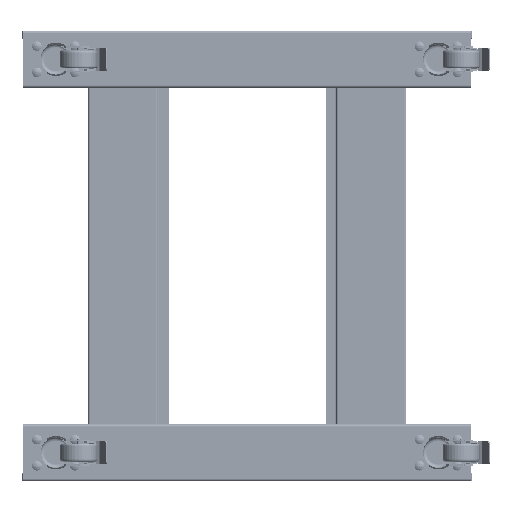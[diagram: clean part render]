
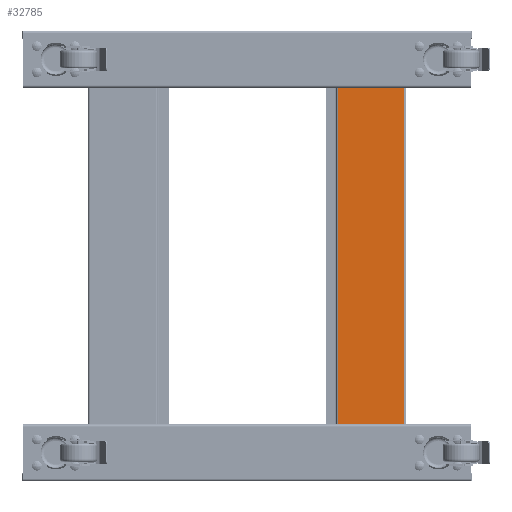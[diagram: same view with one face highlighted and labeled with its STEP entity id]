
A CAD part, front view. The second image highlights one B-rep face of the part: STEP entity #32785.
In plain terms, the highlighted planar face has unit normal (0, -1, 0).
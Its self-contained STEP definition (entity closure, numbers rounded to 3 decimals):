
#227 = CARTESIAN_POINT ( 'NONE',  ( -235., -1.4, 2. ) ) ;
#536 = AXIS2_PLACEMENT_3D ( 'NONE', #38582, #56598, #2586 ) ;
#671 = VERTEX_POINT ( 'NONE', #68945 ) ;
#798 = VERTEX_POINT ( 'NONE', #29071 ) ;
#973 = CARTESIAN_POINT ( 'NONE',  ( -300., -1.4, -42.1 ) ) ;
#2428 = VERTEX_POINT ( 'NONE', #61314 ) ;
#2586 = DIRECTION ( 'NONE',  ( 0., 0., 1. ) ) ;
#4434 = DIRECTION ( 'NONE',  ( 0., 1., 0. ) ) ;
#4684 = PLANE ( 'NONE',  #54981 ) ;
#5897 = ORIENTED_EDGE ( 'NONE', *, *, #66513, .T. ) ;
#6191 = DIRECTION ( 'NONE',  ( 0., 1., 0. ) ) ;
#6975 = EDGE_CURVE ( 'NONE', #14756, #20599, #58443, .T. ) ;
#7166 = CARTESIAN_POINT ( 'NONE',  ( -300., -1.4, -45. ) ) ;
#7287 = ORIENTED_EDGE ( 'NONE', *, *, #53676, .T. ) ;
#7823 = CARTESIAN_POINT ( 'NONE',  ( 0., -1.4, 0. ) ) ;
#9015 = EDGE_CURVE ( 'NONE', #51536, #22501, #52319, .T. ) ;
#9227 = CARTESIAN_POINT ( 'NONE',  ( -235., -1.4, -4.3 ) ) ;
#10009 = DIRECTION ( 'NONE',  ( 0., 1., 0. ) ) ;
#10084 = ORIENTED_EDGE ( 'NONE', *, *, #72409, .F. ) ;
#11988 = VERTEX_POINT ( 'NONE', #60415 ) ;
#12447 = DIRECTION ( 'NONE',  ( 0., 0., 1. ) ) ;
#12843 = FACE_BOUND ( 'NONE', #56391, .T. ) ;
#14310 = CIRCLE ( 'NONE', #77263, 0.5 ) ;
#14756 = VERTEX_POINT ( 'NONE', #61466 ) ;
#14824 = EDGE_LOOP ( 'NONE', ( #53421, #46368 ) ) ;
#15661 = CARTESIAN_POINT ( 'NONE',  ( 259., -1.4, 2. ) ) ;
#16394 = CARTESIAN_POINT ( 'NONE',  ( -300., -1.4, -42.1 ) ) ;
#16633 = CARTESIAN_POINT ( 'NONE',  ( -259., -1.4, 1.5 ) ) ;
#17377 = DIRECTION ( 'NONE',  ( 0., 1., 0. ) ) ;
#17625 = VECTOR ( 'NONE', #76430, 1000. ) ;
#18851 = CIRCLE ( 'NONE', #36868, 6.3 ) ;
#19335 = ORIENTED_EDGE ( 'NONE', *, *, #53655, .T. ) ;
#20599 = VERTEX_POINT ( 'NONE', #75490 ) ;
#20701 = ORIENTED_EDGE ( 'NONE', *, *, #9015, .T. ) ;
#22182 = CARTESIAN_POINT ( 'NONE',  ( 235., -1.4, 2. ) ) ;
#22475 = CIRCLE ( 'NONE', #23068, 6.3 ) ;
#22501 = VERTEX_POINT ( 'NONE', #46269 ) ;
#22542 = EDGE_CURVE ( 'NONE', #33715, #798, #37797, .T. ) ;
#23068 = AXIS2_PLACEMENT_3D ( 'NONE', #75704, #10009, #51775 ) ;
#23484 = ORIENTED_EDGE ( 'NONE', *, *, #22542, .T. ) ;
#23609 = VERTEX_POINT ( 'NONE', #35509 ) ;
#25127 = AXIS2_PLACEMENT_3D ( 'NONE', #22182, #4434, #75338 ) ;
#25378 = VECTOR ( 'NONE', #53731, 1000. ) ;
#27850 = FACE_BOUND ( 'NONE', #38813, .T. ) ;
#28086 = ORIENTED_EDGE ( 'NONE', *, *, #42785, .T. ) ;
#29071 = CARTESIAN_POINT ( 'NONE',  ( -300., -1.4, 46.1 ) ) ;
#30034 = ORIENTED_EDGE ( 'NONE', *, *, #65069, .T. ) ;
#30450 = CARTESIAN_POINT ( 'NONE',  ( 300., -1.4, 46.1 ) ) ;
#31458 = DIRECTION ( 'NONE',  ( 0., 0., 1. ) ) ;
#32481 = EDGE_LOOP ( 'NONE', ( #30034, #20701 ) ) ;
#32785 = ADVANCED_FACE ( 'NONE', ( #76293, #12843, #27850, #54004, #57695 ), #4684, .F. ) ;
#33692 = CIRCLE ( 'NONE', #536, 6.3 ) ;
#33715 = VERTEX_POINT ( 'NONE', #30450 ) ;
#35509 = CARTESIAN_POINT ( 'NONE',  ( 300., -1.4, -42.1 ) ) ;
#35605 = EDGE_CURVE ( 'NONE', #33715, #23609, #72669, .T. ) ;
#35794 = CARTESIAN_POINT ( 'NONE',  ( 300., -1.4, -45. ) ) ;
#36868 = AXIS2_PLACEMENT_3D ( 'NONE', #227, #6191, #12447 ) ;
#37797 = LINE ( 'NONE', #58527, #73254 ) ;
#38218 = AXIS2_PLACEMENT_3D ( 'NONE', #64627, #17377, #77078 ) ;
#38582 = CARTESIAN_POINT ( 'NONE',  ( -235., -1.4, 2. ) ) ;
#38813 = EDGE_LOOP ( 'NONE', ( #7287, #5897 ) ) ;
#40850 = DIRECTION ( 'NONE',  ( 0., 1., 0. ) ) ;
#42121 = VERTEX_POINT ( 'NONE', #9227 ) ;
#42785 = EDGE_CURVE ( 'NONE', #671, #11988, #14310, .T. ) ;
#46269 = CARTESIAN_POINT ( 'NONE',  ( -259., -1.4, 2.5 ) ) ;
#46368 = ORIENTED_EDGE ( 'NONE', *, *, #6975, .T. ) ;
#48032 = DIRECTION ( 'NONE',  ( 0., 1., 0. ) ) ;
#49603 = CIRCLE ( 'NONE', #50920, 0.5 ) ;
#50464 = AXIS2_PLACEMENT_3D ( 'NONE', #59740, #48032, #59479 ) ;
#50920 = AXIS2_PLACEMENT_3D ( 'NONE', #77037, #40850, #76781 ) ;
#51536 = VERTEX_POINT ( 'NONE', #16633 ) ;
#51775 = DIRECTION ( 'NONE',  ( 0., 0., 1. ) ) ;
#52319 = CIRCLE ( 'NONE', #38218, 0.5 ) ;
#53342 = VERTEX_POINT ( 'NONE', #16394 ) ;
#53421 = ORIENTED_EDGE ( 'NONE', *, *, #71499, .T. ) ;
#53655 = EDGE_CURVE ( 'NONE', #53342, #23609, #55255, .T. ) ;
#53676 = EDGE_CURVE ( 'NONE', #2428, #42121, #18851, .T. ) ;
#53731 = DIRECTION ( 'NONE',  ( 1., 0., 0. ) ) ;
#54004 = FACE_BOUND ( 'NONE', #14824, .T. ) ;
#54105 = VECTOR ( 'NONE', #31458, 1000. ) ;
#54223 = EDGE_CURVE ( 'NONE', #11988, #671, #49603, .T. ) ;
#54981 = AXIS2_PLACEMENT_3D ( 'NONE', #7823, #56470, #60058 ) ;
#55255 = LINE ( 'NONE', #973, #25378 ) ;
#56391 = EDGE_LOOP ( 'NONE', ( #28086, #72006 ) ) ;
#56470 = DIRECTION ( 'NONE',  ( 0., 1., 0. ) ) ;
#56598 = DIRECTION ( 'NONE',  ( 0., 1., 0. ) ) ;
#57695 = FACE_OUTER_BOUND ( 'NONE', #58486, .T. ) ;
#58443 = CIRCLE ( 'NONE', #25127, 6.3 ) ;
#58486 = EDGE_LOOP ( 'NONE', ( #19335, #68816, #23484, #10084 ) ) ;
#58527 = CARTESIAN_POINT ( 'NONE',  ( 300., -1.4, 46.1 ) ) ;
#59479 = DIRECTION ( 'NONE',  ( 0., 0., 1. ) ) ;
#59740 = CARTESIAN_POINT ( 'NONE',  ( -259., -1.4, 2. ) ) ;
#60058 = DIRECTION ( 'NONE',  ( 0., 0., 1. ) ) ;
#60415 = CARTESIAN_POINT ( 'NONE',  ( 259., -1.4, 1.5 ) ) ;
#61314 = CARTESIAN_POINT ( 'NONE',  ( -235., -1.4, 8.3 ) ) ;
#61466 = CARTESIAN_POINT ( 'NONE',  ( 235., -1.4, -4.3 ) ) ;
#64627 = CARTESIAN_POINT ( 'NONE',  ( -259., -1.4, 2. ) ) ;
#65069 = EDGE_CURVE ( 'NONE', #22501, #51536, #67456, .T. ) ;
#66513 = EDGE_CURVE ( 'NONE', #42121, #2428, #33692, .T. ) ;
#67456 = CIRCLE ( 'NONE', #50464, 0.5 ) ;
#68816 = ORIENTED_EDGE ( 'NONE', *, *, #35605, .F. ) ;
#68945 = CARTESIAN_POINT ( 'NONE',  ( 259., -1.4, 2.5 ) ) ;
#69137 = DIRECTION ( 'NONE',  ( 0., 0., 1. ) ) ;
#70813 = LINE ( 'NONE', #7166, #54105 ) ;
#71499 = EDGE_CURVE ( 'NONE', #20599, #14756, #22475, .T. ) ;
#72006 = ORIENTED_EDGE ( 'NONE', *, *, #54223, .T. ) ;
#72409 = EDGE_CURVE ( 'NONE', #53342, #798, #70813, .T. ) ;
#72669 = LINE ( 'NONE', #35794, #17625 ) ;
#73254 = VECTOR ( 'NONE', #75975, 1000. ) ;
#75338 = DIRECTION ( 'NONE',  ( 0., 0., 1. ) ) ;
#75358 = DIRECTION ( 'NONE',  ( 0., 1., 0. ) ) ;
#75490 = CARTESIAN_POINT ( 'NONE',  ( 235., -1.4, 8.3 ) ) ;
#75704 = CARTESIAN_POINT ( 'NONE',  ( 235., -1.4, 2. ) ) ;
#75975 = DIRECTION ( 'NONE',  ( -1., 0., 0. ) ) ;
#76293 = FACE_BOUND ( 'NONE', #32481, .T. ) ;
#76430 = DIRECTION ( 'NONE',  ( 0., 0., -1. ) ) ;
#76781 = DIRECTION ( 'NONE',  ( 0., 0., 1. ) ) ;
#77037 = CARTESIAN_POINT ( 'NONE',  ( 259., -1.4, 2. ) ) ;
#77078 = DIRECTION ( 'NONE',  ( 0., 0., 1. ) ) ;
#77263 = AXIS2_PLACEMENT_3D ( 'NONE', #15661, #75358, #69137 ) ;
